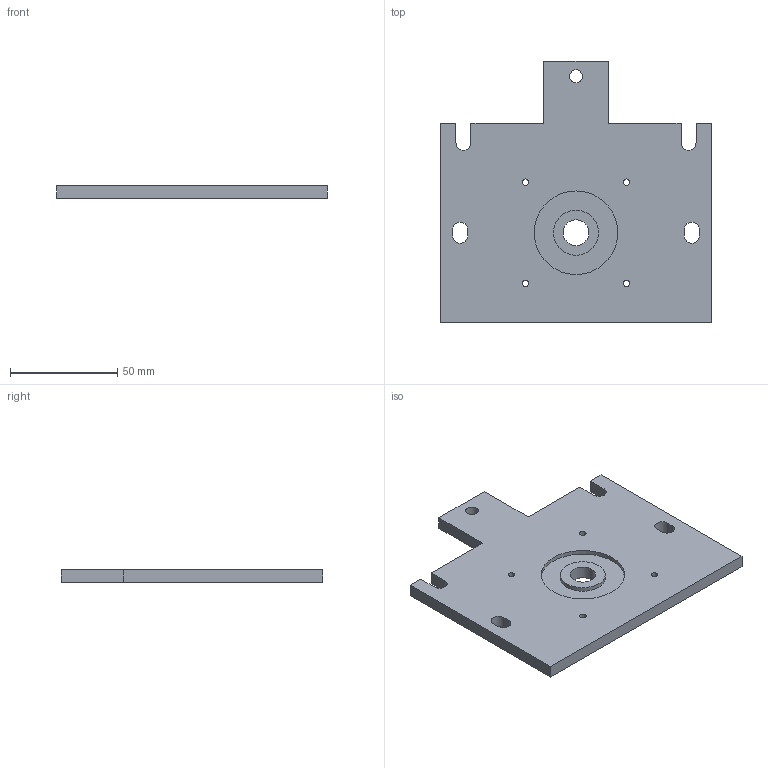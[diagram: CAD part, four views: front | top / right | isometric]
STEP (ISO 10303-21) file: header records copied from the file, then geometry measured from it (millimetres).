
FILE_DESCRIPTION(('FreeCAD Model'),'2;1');
FILE_NAME('platine axe Y.step', '2020-12-04T10:04:03',(''),(''),'Open CASCADE STEP processor 6.8', 'FreeCAD','Unknown');
FILE_SCHEMA(('AUTOMOTIVE_DESIGN_CC2 { 1 2 10303 214 -1 1 5 4 }'));
Length unit declared in the file: millimetre
Products named in the file (2): ASSEMBLY; logement_moteur
Assembly tree (1 placements, depth 2):
  ASSEMBLY
    logement_moteur
Bounding box: 126 x 122 x 6 mm (x, y, z)
Volume: 71112.9 mm3; surface area: 28788.1 mm2
Topology: 1 solids, 1 shells, 36 faces, 96 edges, 64 vertices
Faces by surface type: plane 22, cylinder 14
Full cylindrical faces by diameter (mm): 3 x4, 6 x1, 12 x1, 21 x1, 39 x1
Entity records: 2523 total; most frequent: CARTESIAN_POINT 566, DIRECTION 356, LINE 224, VECTOR 224, ORIENTED_EDGE 192, PCURVE 192, DEFINITIONAL_REPRESENTATION 192, EDGE_CURVE 96
